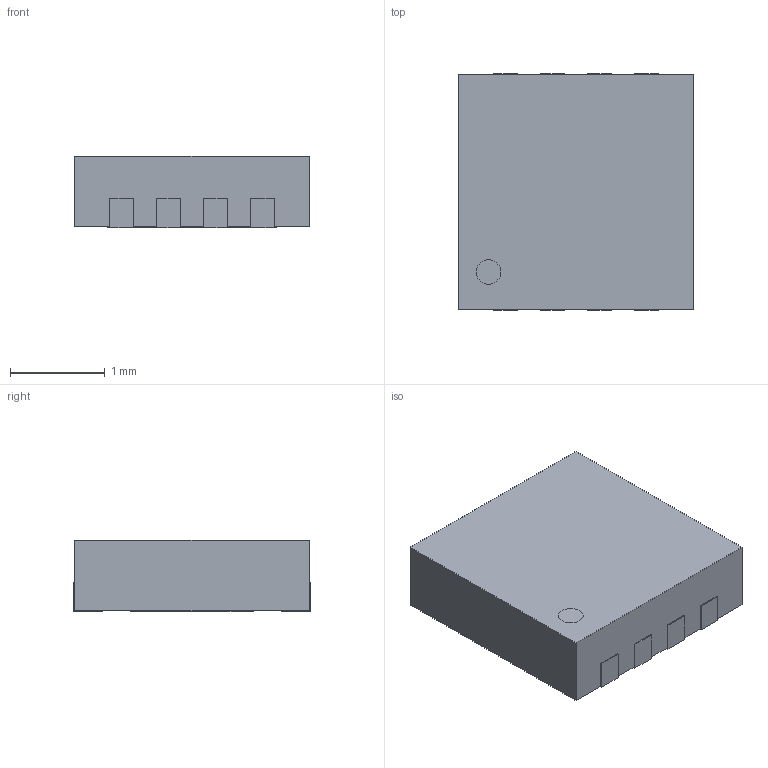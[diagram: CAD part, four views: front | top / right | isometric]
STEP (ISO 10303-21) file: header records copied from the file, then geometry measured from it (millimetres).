
FILE_DESCRIPTION(('FreeCAD Model'),'2;1');
FILE_NAME('Open CASCADE Shape Model','2022-05-30T15:39:26',('Author'),( ''),'Open CASCADE STEP processor 7.5','FreeCAD','Unknown');
FILE_SCHEMA(('AUTOMOTIVE_DESIGN { 1 0 10303 214 1 1 1 1 }'));
Length unit declared in the file: millimetre
Products named in the file (3): U3; DFN-8_L2.5-W2.5-P0.50-BL-EP; SOLID
Assembly tree (2 placements, depth 3):
  U3
    DFN-8_L2.5-W2.5-P0.50-BL-EP
      SOLID
Bounding box: 2.48 x 2.5 x 0.75 mm (x, y, z)
Volume: 4.6 mm3; surface area: 19.9 mm2
Topology: 1 solids, 1 shells, 122 faces, 333 edges, 222 vertices
Faces by surface type: plane 106, bspline 14, cylinder 2
Entity records: 10033 total; most frequent: CARTESIAN_POINT 2564, DIRECTION 1141, LINE 907, VECTOR 907, ORIENTED_EDGE 666, PCURVE 666, DEFINITIONAL_REPRESENTATION 666, EDGE_CURVE 333
